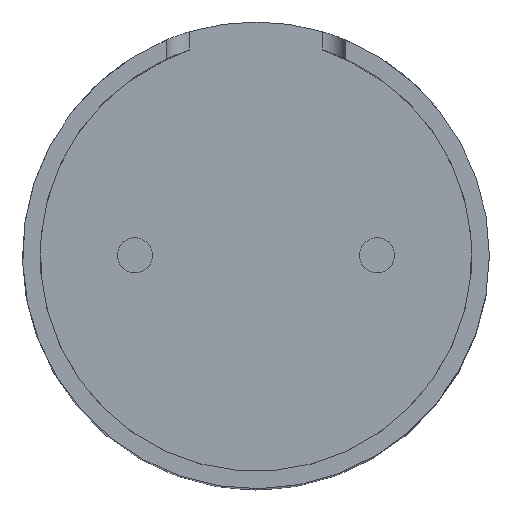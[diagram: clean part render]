
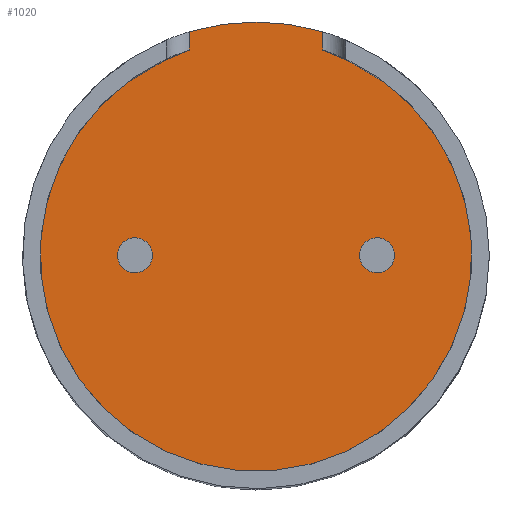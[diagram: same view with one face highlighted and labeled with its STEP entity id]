
A CAD part, top view. The second image highlights one B-rep face of the part: STEP entity #1020.
In plain terms, the highlighted planar face has unit normal (0, 0, 1).
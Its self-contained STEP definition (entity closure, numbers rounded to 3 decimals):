
#54=FACE_BOUND('',#151,.T.);
#55=FACE_BOUND('',#152,.T.);
#89=FACE_OUTER_BOUND('',#150,.T.);
#150=EDGE_LOOP('',(#770,#771,#772,#773));
#151=EDGE_LOOP('',(#774));
#152=EDGE_LOOP('',(#775));
#233=LINE('',#1691,#317);
#234=LINE('',#1706,#318);
#317=VECTOR('',#1276,10.);
#318=VECTOR('',#1279,10.);
#382=CIRCLE('',#1097,20.);
#383=CIRCLE('',#1098,18.5);
#384=CIRCLE('',#1099,1.5);
#385=CIRCLE('',#1100,1.5);
#458=VERTEX_POINT('',#1666);
#461=VERTEX_POINT('',#1680);
#463=VERTEX_POINT('',#1694);
#464=VERTEX_POINT('',#1705);
#466=VERTEX_POINT('',#1722);
#467=VERTEX_POINT('',#1724);
#579=EDGE_CURVE('',#461,#458,#233,.T.);
#581=EDGE_CURVE('',#463,#464,#234,.T.);
#584=EDGE_CURVE('',#464,#461,#382,.T.);
#585=EDGE_CURVE('',#463,#458,#383,.T.);
#586=EDGE_CURVE('',#466,#466,#384,.T.);
#587=EDGE_CURVE('',#467,#467,#385,.T.);
#770=ORIENTED_EDGE('',*,*,#579,.F.);
#771=ORIENTED_EDGE('',*,*,#584,.F.);
#772=ORIENTED_EDGE('',*,*,#581,.F.);
#773=ORIENTED_EDGE('',*,*,#585,.T.);
#774=ORIENTED_EDGE('',*,*,#586,.T.);
#775=ORIENTED_EDGE('',*,*,#587,.T.);
#974=PLANE('',#1096);
#1020=ADVANCED_FACE('',(#89,#54,#55),#974,.T.);
#1096=AXIS2_PLACEMENT_3D('',#1719,#1281,#1282);
#1097=AXIS2_PLACEMENT_3D('',#1720,#1283,#1284);
#1098=AXIS2_PLACEMENT_3D('',#1721,#1285,#1286);
#1099=AXIS2_PLACEMENT_3D('',#1723,#1287,#1288);
#1100=AXIS2_PLACEMENT_3D('',#1725,#1289,#1290);
#1276=DIRECTION('',(0.,-1.,0.));
#1279=DIRECTION('',(0.,1.,0.));
#1281=DIRECTION('center_axis',(0.,0.,1.));
#1282=DIRECTION('ref_axis',(-1.,0.,0.));
#1283=DIRECTION('center_axis',(0.,0.,-1.));
#1284=DIRECTION('ref_axis',(-1.,0.,0.));
#1285=DIRECTION('center_axis',(0.,0.,1.));
#1286=DIRECTION('ref_axis',(-1.,0.,0.));
#1287=DIRECTION('center_axis',(0.,0.,-1.));
#1288=DIRECTION('ref_axis',(-1.,0.,0.));
#1289=DIRECTION('center_axis',(0.,0.,-1.));
#1290=DIRECTION('ref_axis',(-1.,0.,0.));
#1666=CARTESIAN_POINT('',(5.07,456.195,30.));
#1680=CARTESIAN_POINT('',(5.07,457.766,30.));
#1691=CARTESIAN_POINT('',(5.07,437.825,30.));
#1694=CARTESIAN_POINT('',(-6.337,456.195,30.));
#1705=CARTESIAN_POINT('',(-6.337,457.766,30.));
#1706=CARTESIAN_POINT('',(-6.337,437.006,30.));
#1719=CARTESIAN_POINT('Origin',(-20.633,418.596,30.));
#1720=CARTESIAN_POINT('Origin',(-0.633,438.596,30.));
#1721=CARTESIAN_POINT('Origin',(-0.633,438.596,30.));
#1722=CARTESIAN_POINT('',(11.242,438.596,30.));
#1723=CARTESIAN_POINT('Origin',(9.742,438.596,30.));
#1724=CARTESIAN_POINT('',(-9.508,438.596,30.));
#1725=CARTESIAN_POINT('Origin',(-11.008,438.596,30.));
